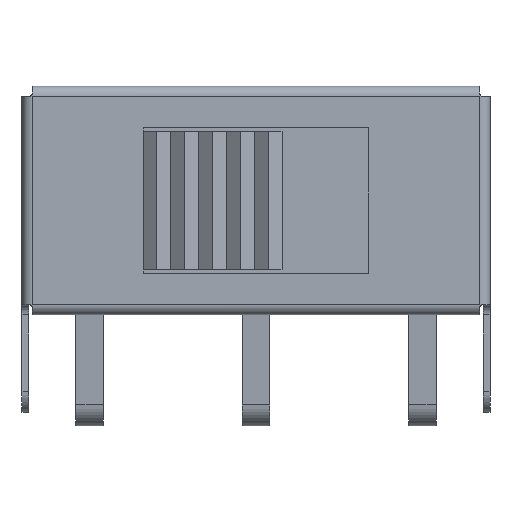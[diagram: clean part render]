
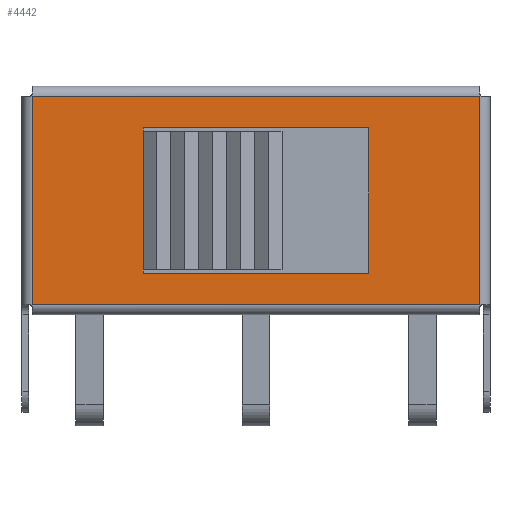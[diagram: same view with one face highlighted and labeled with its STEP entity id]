
A CAD part, front view. The second image highlights one B-rep face of the part: STEP entity #4442.
In plain terms, the highlighted planar face has unit normal (0, -1, 0).
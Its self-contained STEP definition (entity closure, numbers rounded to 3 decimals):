
#7 = VECTOR ( 'NONE', #16028, 1000. ) ;
#157 = DIRECTION ( 'NONE',  ( 0., 0., -1. ) ) ;
#346 = CARTESIAN_POINT ( 'NONE',  ( 3.25, -3.15, 1.2 ) ) ;
#675 = DIRECTION ( 'NONE',  ( 1., 0., 0. ) ) ;
#681 = EDGE_CURVE ( 'NONE', #14494, #792, #3227, .T. ) ;
#792 = VERTEX_POINT ( 'NONE', #7599 ) ;
#1160 = VECTOR ( 'NONE', #10494, 1000. ) ;
#1484 = VECTOR ( 'NONE', #675, 1000. ) ;
#1645 = ORIENTED_EDGE ( 'NONE', *, *, #12072, .T. ) ;
#1747 = EDGE_CURVE ( 'NONE', #2742, #792, #4019, .T. ) ;
#1967 = CARTESIAN_POINT ( 'NONE',  ( 3.25, -3.15, 5.4 ) ) ;
#2077 = CARTESIAN_POINT ( 'NONE',  ( -6.45, -3.15, 6.3 ) ) ;
#2587 = CARTESIAN_POINT ( 'NONE',  ( -3.25, -3.15, 5.3 ) ) ;
#2742 = VERTEX_POINT ( 'NONE', #14592 ) ;
#2746 = VERTEX_POINT ( 'NONE', #18627 ) ;
#2840 = VERTEX_POINT ( 'NONE', #12230 ) ;
#2964 = LINE ( 'NONE', #11787, #7 ) ;
#3178 = LINE ( 'NONE', #346, #1160 ) ;
#3227 = LINE ( 'NONE', #13545, #7087 ) ;
#4015 = VERTEX_POINT ( 'NONE', #2077 ) ;
#4019 = LINE ( 'NONE', #2587, #14951 ) ;
#4027 = EDGE_CURVE ( 'NONE', #2840, #5865, #7866, .T. ) ;
#4442 = ADVANCED_FACE ( 'NONE', ( #7533, #13323 ), #7446, .T. ) ;
#4956 = EDGE_CURVE ( 'NONE', #2742, #2840, #9378, .T. ) ;
#5129 = AXIS2_PLACEMENT_3D ( 'NONE', #16153, #17371, #15868 ) ;
#5183 = CARTESIAN_POINT ( 'NONE',  ( 6.45, -3.15, 0.3 ) ) ;
#5306 = DIRECTION ( 'NONE',  ( 0., 0., 1. ) ) ;
#5371 = EDGE_CURVE ( 'NONE', #5865, #9608, #17432, .T. ) ;
#5806 = EDGE_CURVE ( 'NONE', #2746, #10561, #15490, .T. ) ;
#5865 = VERTEX_POINT ( 'NONE', #1967 ) ;
#5897 = EDGE_LOOP ( 'NONE', ( #16667, #14304, #18220, #18030, #1645, #6476 ) ) ;
#6030 = DIRECTION ( 'NONE',  ( -1., 0., 0. ) ) ;
#6219 = CARTESIAN_POINT ( 'NONE',  ( 6.75, -3.15, 6.3 ) ) ;
#6476 = ORIENTED_EDGE ( 'NONE', *, *, #681, .T. ) ;
#7087 = VECTOR ( 'NONE', #7673, 1000. ) ;
#7187 = ORIENTED_EDGE ( 'NONE', *, *, #5806, .T. ) ;
#7446 = PLANE ( 'NONE',  #5129 ) ;
#7533 = FACE_BOUND ( 'NONE', #5897, .T. ) ;
#7582 = CARTESIAN_POINT ( 'NONE',  ( 6.45, -3.15, 6.3 ) ) ;
#7599 = CARTESIAN_POINT ( 'NONE',  ( -3.25, -3.15, 1.3 ) ) ;
#7673 = DIRECTION ( 'NONE',  ( 0., 0., 1. ) ) ;
#7866 = LINE ( 'NONE', #13652, #1484 ) ;
#7890 = VECTOR ( 'NONE', #5306, 1000. ) ;
#8206 = CARTESIAN_POINT ( 'NONE',  ( 6.45, -3.15, 3.3 ) ) ;
#8622 = DIRECTION ( 'NONE',  ( 1., 0., 0. ) ) ;
#9378 = LINE ( 'NONE', #16634, #7890 ) ;
#9608 = VERTEX_POINT ( 'NONE', #13873 ) ;
#9731 = DIRECTION ( 'NONE',  ( 0., 0., -1. ) ) ;
#9803 = EDGE_CURVE ( 'NONE', #4015, #2746, #2964, .T. ) ;
#10072 = CARTESIAN_POINT ( 'NONE',  ( -6.75, -3.15, 0.3 ) ) ;
#10112 = VERTEX_POINT ( 'NONE', #7582 ) ;
#10453 = EDGE_LOOP ( 'NONE', ( #7187, #13623, #13762, #18153 ) ) ;
#10494 = DIRECTION ( 'NONE',  ( -1., 0., 0. ) ) ;
#10561 = VERTEX_POINT ( 'NONE', #5183 ) ;
#11423 = EDGE_CURVE ( 'NONE', #10112, #4015, #14820, .T. ) ;
#11787 = CARTESIAN_POINT ( 'NONE',  ( -6.45, -3.15, 3.3 ) ) ;
#11821 = VECTOR ( 'NONE', #13200, 1000. ) ;
#12072 = EDGE_CURVE ( 'NONE', #9608, #14494, #3178, .T. ) ;
#12200 = VECTOR ( 'NONE', #8622, 1000. ) ;
#12230 = CARTESIAN_POINT ( 'NONE',  ( -3.25, -3.15, 5.4 ) ) ;
#13200 = DIRECTION ( 'NONE',  ( 0., 0., 1. ) ) ;
#13323 = FACE_OUTER_BOUND ( 'NONE', #10453, .T. ) ;
#13543 = CARTESIAN_POINT ( 'NONE',  ( -3.25, -3.15, 1.2 ) ) ;
#13545 = CARTESIAN_POINT ( 'NONE',  ( -3.25, -3.15, 1.2 ) ) ;
#13623 = ORIENTED_EDGE ( 'NONE', *, *, #14977, .T. ) ;
#13652 = CARTESIAN_POINT ( 'NONE',  ( -3.25, -3.15, 5.4 ) ) ;
#13762 = ORIENTED_EDGE ( 'NONE', *, *, #11423, .T. ) ;
#13873 = CARTESIAN_POINT ( 'NONE',  ( 3.25, -3.15, 1.2 ) ) ;
#14230 = VECTOR ( 'NONE', #157, 1000. ) ;
#14304 = ORIENTED_EDGE ( 'NONE', *, *, #4956, .T. ) ;
#14494 = VERTEX_POINT ( 'NONE', #13543 ) ;
#14592 = CARTESIAN_POINT ( 'NONE',  ( -3.25, -3.15, 5.3 ) ) ;
#14820 = LINE ( 'NONE', #6219, #17483 ) ;
#14951 = VECTOR ( 'NONE', #9731, 1000. ) ;
#14977 = EDGE_CURVE ( 'NONE', #10561, #10112, #18286, .T. ) ;
#15490 = LINE ( 'NONE', #10072, #12200 ) ;
#15868 = DIRECTION ( 'NONE',  ( 1., 0., 0. ) ) ;
#16028 = DIRECTION ( 'NONE',  ( 0., 0., -1. ) ) ;
#16039 = CARTESIAN_POINT ( 'NONE',  ( 3.25, -3.15, 5.4 ) ) ;
#16153 = CARTESIAN_POINT ( 'NONE',  ( 0., -3.15, 3.3 ) ) ;
#16634 = CARTESIAN_POINT ( 'NONE',  ( -3.25, -3.15, 5.3 ) ) ;
#16667 = ORIENTED_EDGE ( 'NONE', *, *, #1747, .F. ) ;
#17371 = DIRECTION ( 'NONE',  ( 0., -1., 0. ) ) ;
#17432 = LINE ( 'NONE', #16039, #14230 ) ;
#17483 = VECTOR ( 'NONE', #6030, 1000. ) ;
#18030 = ORIENTED_EDGE ( 'NONE', *, *, #5371, .T. ) ;
#18153 = ORIENTED_EDGE ( 'NONE', *, *, #9803, .T. ) ;
#18220 = ORIENTED_EDGE ( 'NONE', *, *, #4027, .T. ) ;
#18286 = LINE ( 'NONE', #8206, #11821 ) ;
#18627 = CARTESIAN_POINT ( 'NONE',  ( -6.45, -3.15, 0.3 ) ) ;
